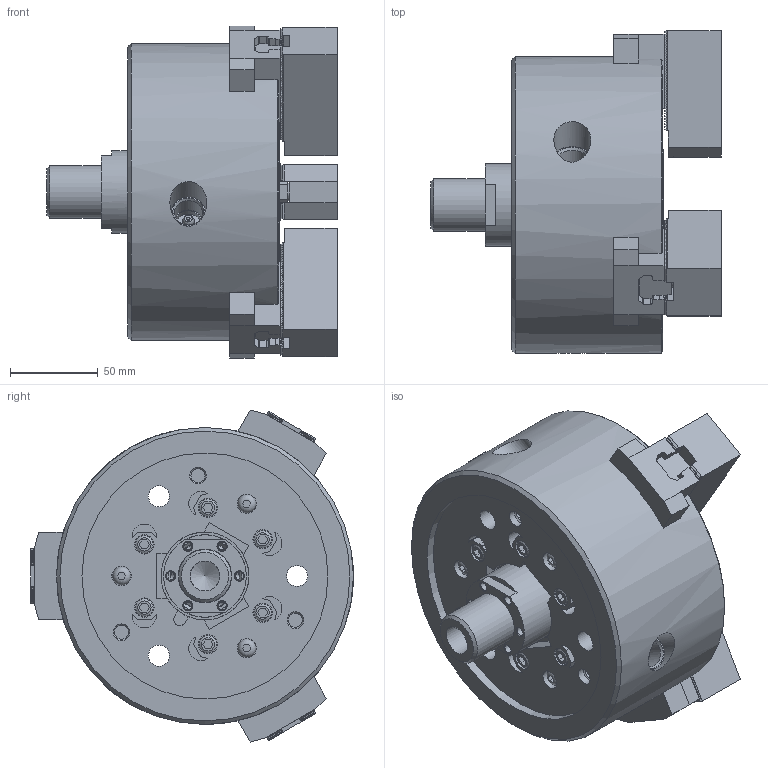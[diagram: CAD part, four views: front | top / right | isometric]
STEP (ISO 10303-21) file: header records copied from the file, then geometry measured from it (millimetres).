
FILE_DESCRIPTION(/* description */ ('Unknown'),/* implementation_level */ '2;1');
FILE_NAME(/* name */ 'ML06-Solid',/* time_stamp */ '2019-08-15T11:57:29+01:00',/* author */ ('Unknown'),/* organization */ ('Unknown'),/* preprocessor_version */ 'ST-DEVELOPER v16.7',/* originating_system */ 'DEX',/* authorisation */ $);
FILE_SCHEMA (('AUTOMOTIVE_DESIGN {1 0 10303 214 3 1 1}'));
Products named in the file (1): ML06
Bounding box: 165.24 x 183.75 x 188.95 mm (x, y, z)
Volume: 1924101.2 mm3; surface area: 253369 mm2
Topology: 1 solids, 37 shells, 2400 faces, 8149 edges, 5163 vertices
Faces by surface type: plane 1971, cylinder 289, cone 92, torus 42, sphere 6
Full cylindrical faces by diameter (mm): 1.5 x3, 1.9 x3, 4.2 x5, 4.6 x3, 5 x9, 5.5 x3, 6 x16, 6.6 x6, 8 x3, 9 x3, 9.5 x3, 9.6 x6, 10 x12, 10.5 x6, 11 x15, 12 x3, 12.5 x3, 13 x3, 15 x3, 16 x9, 17 x10, 19 x3, 20 x1, 21 x3, 22.5 x1, 23 x1, 23.4 x1, 30 x1, 30.4 x1, 36 x2
Entity records: 85960 total; most frequent: CARTESIAN_POINT 16205, ORIENTED_EDGE 15552, DIRECTION 13188, EDGE_CURVE 7776, LINE 6636, VECTOR 6636, VERTEX_POINT 5045, AXIS2_PLACEMENT_3D 3276
